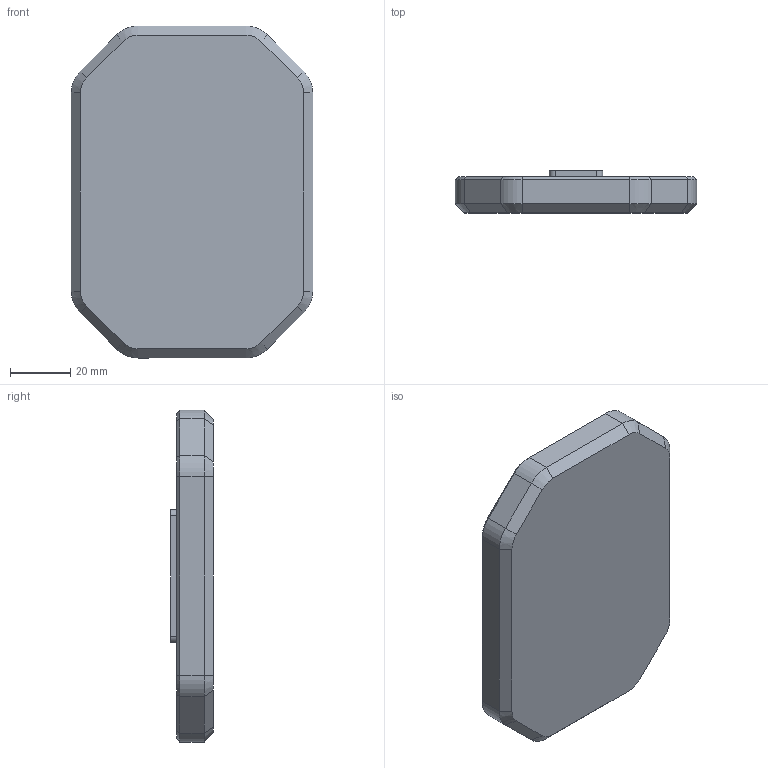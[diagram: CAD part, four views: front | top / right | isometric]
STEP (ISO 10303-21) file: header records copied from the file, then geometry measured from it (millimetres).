
FILE_DESCRIPTION(/* description */ (''),/* implementation_level */ '2;1');
FILE_NAME(/* name */ 'pedal_face_2024_3d_model.step',/* time_stamp */ '2024-08-07T14:11:03+03:00',/* author */ (''),/* organization */ (''),/* preprocessor_version */ 'ST-DEVELOPER v20',/* originating_system */ 'Autodesk Translation Framework v13.14.0.145',/* authorisation */ '');
FILE_SCHEMA (('AUTOMOTIVE_DESIGN { 1 0 10303 214 3 1 1 }'));
Length unit declared in the file: millimetre
Products named in the file (1): pedal_face
Bounding box: 80 x 14 x 110 mm (x, y, z)
Volume: 84450.4 mm3; surface area: 22104.5 mm2
Topology: 1 solids, 1 shells, 153 faces, 380 edges, 234 vertices
Faces by surface type: cylinder 64, plane 53, cone 32, bspline 4
Full cylindrical faces by diameter (mm): 5 x2, 5.035 x10, 6 x2, 6.147 x6
Entity records: 7354 total; most frequent: CARTESIAN_POINT 3826, ORIENTED_EDGE 752, DIRECTION 680, EDGE_CURVE 376, AXIS2_PLACEMENT_3D 240, VERTEX_POINT 234, LINE 200, VECTOR 200
